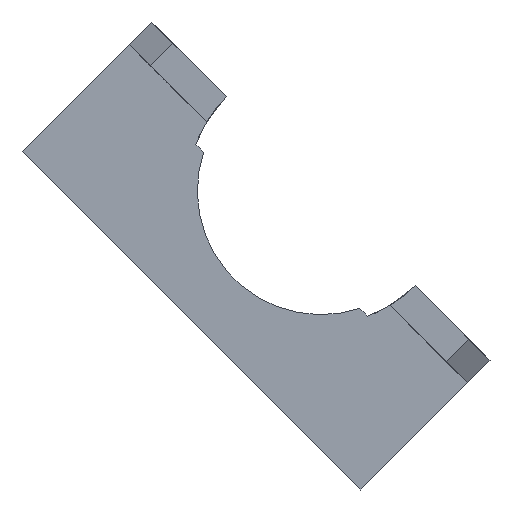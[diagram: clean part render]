
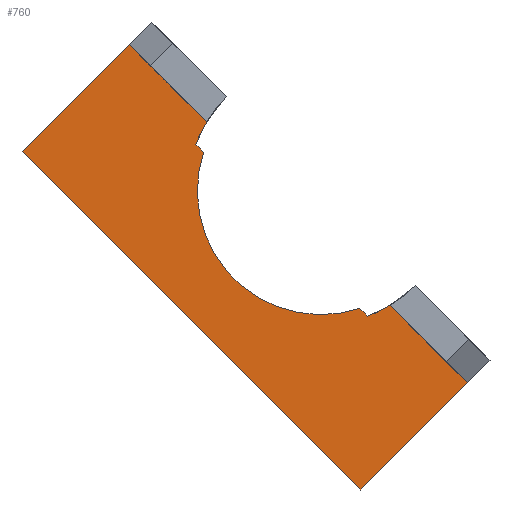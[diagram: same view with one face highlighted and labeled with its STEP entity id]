
A CAD part, front view. The second image highlights one B-rep face of the part: STEP entity #760.
In plain terms, the highlighted planar face has unit normal (0, -1, 0).
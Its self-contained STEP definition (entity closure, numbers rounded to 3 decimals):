
#27=PLANE('',#812);
#69=FACE_OUTER_BOUND('',#111,.T.);
#111=EDGE_LOOP('',(#652,#653,#654,#655,#656,#657,#658,#659,#660,#661));
#135=CIRCLE('',#811,6.7);
#136=CIRCLE('',#813,6.7);
#137=CIRCLE('',#814,6.2);
#198=LINE('',#1995,#252);
#204=LINE('',#2610,#258);
#209=LINE('',#2622,#263);
#226=LINE('',#2669,#280);
#227=LINE('',#2672,#281);
#228=LINE('',#2674,#282);
#229=LINE('',#2675,#283);
#252=VECTOR('',#889,10.);
#258=VECTOR('',#899,10.);
#263=VECTOR('',#912,10.);
#280=VECTOR('',#955,10.);
#281=VECTOR('',#958,10.);
#282=VECTOR('',#959,10.);
#283=VECTOR('',#960,10.);
#336=VERTEX_POINT('',#1992);
#337=VERTEX_POINT('',#1994);
#342=VERTEX_POINT('',#2607);
#343=VERTEX_POINT('',#2609);
#346=VERTEX_POINT('',#2621);
#361=VERTEX_POINT('',#2661);
#362=VERTEX_POINT('',#2666);
#363=VERTEX_POINT('',#2668);
#364=VERTEX_POINT('',#2670);
#365=VERTEX_POINT('',#2673);
#426=EDGE_CURVE('',#337,#336,#198,.T.);
#440=EDGE_CURVE('',#343,#342,#204,.T.);
#445=EDGE_CURVE('',#346,#343,#209,.T.);
#465=EDGE_CURVE('',#361,#337,#135,.T.);
#468=EDGE_CURVE('',#342,#362,#136,.T.);
#469=EDGE_CURVE('',#362,#363,#226,.T.);
#470=EDGE_CURVE('',#363,#364,#137,.T.);
#471=EDGE_CURVE('',#364,#361,#227,.T.);
#472=EDGE_CURVE('',#336,#365,#228,.T.);
#473=EDGE_CURVE('',#365,#346,#229,.T.);
#652=ORIENTED_EDGE('',*,*,#440,.T.);
#653=ORIENTED_EDGE('',*,*,#468,.T.);
#654=ORIENTED_EDGE('',*,*,#469,.T.);
#655=ORIENTED_EDGE('',*,*,#470,.T.);
#656=ORIENTED_EDGE('',*,*,#471,.T.);
#657=ORIENTED_EDGE('',*,*,#465,.T.);
#658=ORIENTED_EDGE('',*,*,#426,.T.);
#659=ORIENTED_EDGE('',*,*,#472,.T.);
#660=ORIENTED_EDGE('',*,*,#473,.T.);
#661=ORIENTED_EDGE('',*,*,#445,.T.);
#760=ADVANCED_FACE('',(#69),#27,.F.);
#811=AXIS2_PLACEMENT_3D('',#2662,#947,#948);
#812=AXIS2_PLACEMENT_3D('',#2665,#951,#952);
#813=AXIS2_PLACEMENT_3D('',#2667,#953,#954);
#814=AXIS2_PLACEMENT_3D('',#2671,#956,#957);
#889=DIRECTION('',(-0.707,0.,0.707));
#899=DIRECTION('',(-0.707,0.,0.707));
#912=DIRECTION('',(0.707,0.,0.707));
#947=DIRECTION('center_axis',(0.,1.,0.));
#948=DIRECTION('ref_axis',(1.,0.,0.));
#951=DIRECTION('center_axis',(0.,1.,0.));
#952=DIRECTION('ref_axis',(1.,0.,0.));
#953=DIRECTION('center_axis',(0.,1.,0.));
#954=DIRECTION('ref_axis',(1.,0.,0.));
#955=DIRECTION('',(-0.707,0.,0.707));
#956=DIRECTION('center_axis',(0.,1.,0.));
#957=DIRECTION('ref_axis',(1.,0.,0.));
#958=DIRECTION('',(-0.707,0.,0.707));
#959=DIRECTION('',(-0.707,0.,-0.707));
#960=DIRECTION('',(0.707,0.,-0.707));
#1992=CARTESIAN_POINT('',(-9.617,-4.,7.354));
#1994=CARTESIAN_POINT('',(-5.732,-4.,3.469));
#1995=CARTESIAN_POINT('',(-5.374,-4.,3.111));
#2607=CARTESIAN_POINT('',(3.469,-4.,-5.732));
#2609=CARTESIAN_POINT('',(7.354,-4.,-9.617));
#2610=CARTESIAN_POINT('',(1.169,-4.,-3.432));
#2621=CARTESIAN_POINT('',(1.971,-4.,-15.));
#2622=CARTESIAN_POINT('',(6.515,-4.,-10.456));
#2661=CARTESIAN_POINT('',(-6.279,-4.,2.338));
#2662=CARTESIAN_POINT('Origin',(0.,-4.,0.));
#2665=CARTESIAN_POINT('Origin',(-3.257,-4.,-3.257));
#2666=CARTESIAN_POINT('',(2.338,-4.,-6.279));
#2667=CARTESIAN_POINT('Origin',(0.,-4.,0.));
#2668=CARTESIAN_POINT('',(1.946,-4.,-5.887));
#2669=CARTESIAN_POINT('',(-15.,-4.,11.059));
#2670=CARTESIAN_POINT('',(-5.887,-4.,1.946));
#2671=CARTESIAN_POINT('Origin',(0.,-4.,0.));
#2672=CARTESIAN_POINT('',(-15.,-4.,11.059));
#2673=CARTESIAN_POINT('',(-15.,-4.,1.971));
#2674=CARTESIAN_POINT('',(-10.082,-4.,6.889));
#2675=CARTESIAN_POINT('',(1.971,-4.,-15.));
